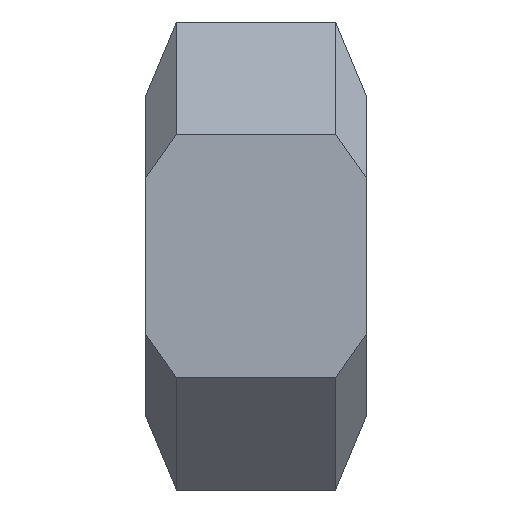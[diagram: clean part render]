
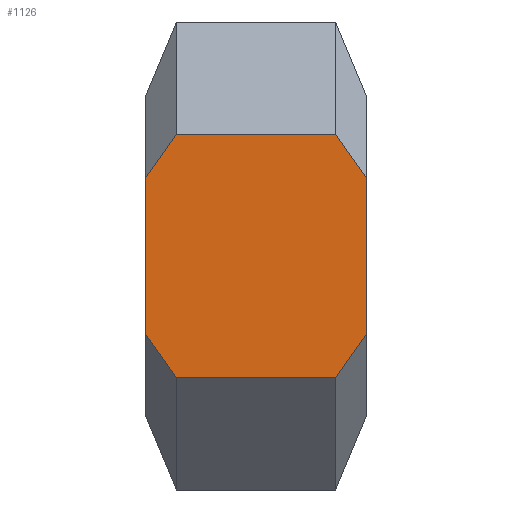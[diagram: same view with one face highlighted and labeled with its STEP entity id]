
A CAD part, top view. The second image highlights one B-rep face of the part: STEP entity #1126.
In plain terms, the highlighted planar face has unit normal (0, 0, 1).
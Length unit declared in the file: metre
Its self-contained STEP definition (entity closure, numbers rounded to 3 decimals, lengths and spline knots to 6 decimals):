
#86=ORIENTED_EDGE('',*,*,#414,.F.);
#87=ORIENTED_EDGE('',*,*,#415,.T.);
#88=ORIENTED_EDGE('',*,*,#416,.T.);
#89=ORIENTED_EDGE('',*,*,#417,.T.);
#90=ORIENTED_EDGE('',*,*,#418,.T.);
#91=ORIENTED_EDGE('',*,*,#419,.T.);
#92=ORIENTED_EDGE('',*,*,#420,.F.);
#93=ORIENTED_EDGE('',*,*,#421,.T.);
#414=EDGE_CURVE('',#578,#579,#678,.T.);
#415=EDGE_CURVE('',#578,#580,#679,.F.);
#416=EDGE_CURVE('',#580,#581,#680,.T.);
#417=EDGE_CURVE('',#581,#582,#681,.T.);
#418=EDGE_CURVE('',#582,#583,#682,.T.);
#419=EDGE_CURVE('',#583,#584,#683,.F.);
#420=EDGE_CURVE('',#585,#584,#684,.T.);
#421=EDGE_CURVE('',#585,#579,#685,.T.);
#578=VERTEX_POINT('',#1668);
#579=VERTEX_POINT('',#1669);
#580=VERTEX_POINT('',#1671);
#581=VERTEX_POINT('',#1673);
#582=VERTEX_POINT('',#1675);
#583=VERTEX_POINT('',#1677);
#584=VERTEX_POINT('',#1679);
#585=VERTEX_POINT('',#1681);
#678=LINE('',#1667,#818);
#679=LINE('',#1670,#819);
#680=LINE('',#1672,#820);
#681=LINE('',#1674,#821);
#682=LINE('',#1676,#822);
#683=LINE('',#1678,#823);
#684=LINE('',#1680,#824);
#685=LINE('',#1682,#825);
#818=VECTOR('',#1335,1.);
#819=VECTOR('',#1336,1.);
#820=VECTOR('',#1337,1.);
#821=VECTOR('',#1338,1.);
#822=VECTOR('',#1339,1.);
#823=VECTOR('',#1340,1.);
#824=VECTOR('',#1341,1.);
#825=VECTOR('',#1342,1.);
#930=EDGE_LOOP('',(#86,#87,#88,#89,#90,#91,#92,#93));
#1002=FACE_BOUND('',#930,.T.);
#1074=PLANE('',#1209);
#1126=ADVANCED_FACE('',(#1002),#1074,.T.);
#1209=AXIS2_PLACEMENT_3D('',#1666,#1333,#1334);
#1333=DIRECTION('',(0.,0.,1.));
#1334=DIRECTION('',(-1.,0.,0.));
#1335=DIRECTION('',(-1.,0.,0.));
#1336=DIRECTION('',(-0.577,-0.816,0.));
#1337=DIRECTION('',(0.,1.,0.));
#1338=DIRECTION('',(-0.577,0.816,0.));
#1339=DIRECTION('',(-1.,0.,0.));
#1340=DIRECTION('',(0.577,0.816,0.));
#1341=DIRECTION('',(0.,1.,0.));
#1342=DIRECTION('',(0.577,-0.816,0.));
#1666=CARTESIAN_POINT('',(0.0199,-0.141891,0.010104));
#1667=CARTESIAN_POINT('',(0.0199,-0.143382,0.010104));
#1668=CARTESIAN_POINT('',(0.01915,-0.143382,0.010104));
#1669=CARTESIAN_POINT('',(0.01525,-0.143382,0.010104));
#1670=CARTESIAN_POINT('',(0.020103,-0.142035,0.010104));
#1671=CARTESIAN_POINT('',(0.0199,-0.142322,0.010104));
#1672=CARTESIAN_POINT('',(0.0199,-0.141891,0.010104));
#1673=CARTESIAN_POINT('',(0.0199,-0.138478,0.010104));
#1674=CARTESIAN_POINT('',(0.021509,-0.140754,0.010104));
#1675=CARTESIAN_POINT('',(0.01915,-0.137418,0.010104));
#1676=CARTESIAN_POINT('',(0.0199,-0.137418,0.010104));
#1677=CARTESIAN_POINT('',(0.01525,-0.137418,0.010104));
#1678=CARTESIAN_POINT('',(0.014691,-0.138208,0.010104));
#1679=CARTESIAN_POINT('',(0.0145,-0.138478,0.010104));
#1680=CARTESIAN_POINT('',(0.0145,-0.141891,0.010104));
#1681=CARTESIAN_POINT('',(0.0145,-0.142322,0.010104));
#1682=CARTESIAN_POINT('',(0.016097,-0.14458,0.010104));
